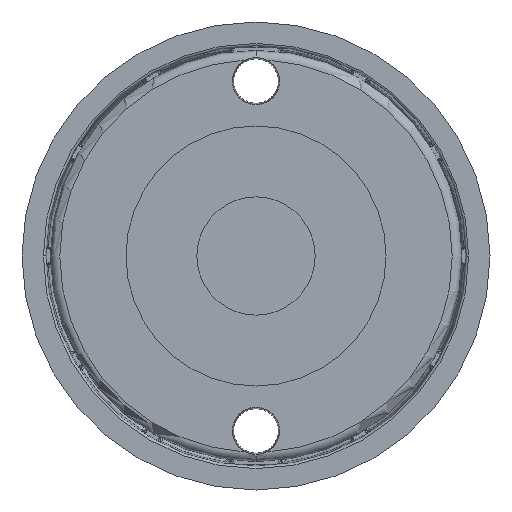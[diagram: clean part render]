
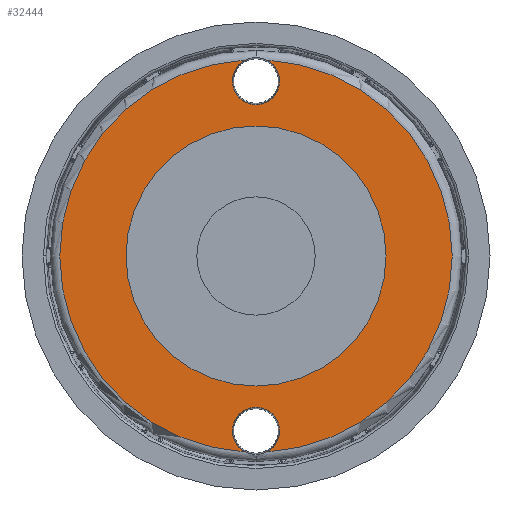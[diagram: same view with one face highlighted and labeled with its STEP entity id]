
A CAD part, front view. The second image highlights one B-rep face of the part: STEP entity #32444.
In plain terms, the highlighted planar face has unit normal (0, -1, 0).
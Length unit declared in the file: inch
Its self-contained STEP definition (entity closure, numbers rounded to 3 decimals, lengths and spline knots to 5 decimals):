
#184 = CARTESIAN_POINT ( 'NONE',  ( -0.09084, -0.07874, -1.63133 ) ) ;
#387 = EDGE_LOOP ( 'NONE', ( #35531, #8605 ) ) ;
#1188 = EDGE_CURVE ( 'NONE', #1501, #43700, #24666, .T. ) ;
#1501 = VERTEX_POINT ( 'NONE', #28088 ) ;
#2182 = VERTEX_POINT ( 'NONE', #17588 ) ;
#3325 = AXIS2_PLACEMENT_3D ( 'NONE', #16689, #16678, #16576 ) ;
#3992 = EDGE_CURVE ( 'NONE', #10959, #27485, #22444, .T. ) ;
#4368 = EDGE_CURVE ( 'NONE', #43700, #1501, #30999, .T. ) ;
#4381 = EDGE_CURVE ( 'NONE', #39011, #27485, #31172, .T. ) ;
#4448 = EDGE_CURVE ( 'NONE', #10959, #36459, #31402, .T. ) ;
#4522 = EDGE_CURVE ( 'NONE', #2182, #46483, #32162, .T. ) ;
#4534 = AXIS2_PLACEMENT_3D ( 'NONE', #34258, #34200, #34150 ) ;
#4701 = ORIENTED_EDGE ( 'NONE', *, *, #3992, .F. ) ;
#4839 = AXIS2_PLACEMENT_3D ( 'NONE', #34432, #34419, #34359 ) ;
#5546 = EDGE_CURVE ( 'NONE', #36459, #2182, #39483, .T. ) ;
#5928 = AXIS2_PLACEMENT_3D ( 'NONE', #43915, #43858, #43757 ) ;
#6292 = DIRECTION ( 'NONE',  ( 0., 0., 1. ) ) ;
#7722 = CARTESIAN_POINT ( 'NONE',  ( 0., -0.07874, 1.08268 ) ) ;
#8144 = EDGE_LOOP ( 'NONE', ( #19166, #44284, #4701, #20188, #39924, #44245 ) ) ;
#8605 = ORIENTED_EDGE ( 'NONE', *, *, #4368, .T. ) ;
#8946 = CIRCLE ( 'NONE', #46432, 0.19685 ) ;
#10959 = VERTEX_POINT ( 'NONE', #24627 ) ;
#12558 = AXIS2_PLACEMENT_3D ( 'NONE', #34769, #34760, #34702 ) ;
#14390 = CARTESIAN_POINT ( 'NONE',  ( 1.08268, -0.07874, 0. ) ) ;
#15459 = EDGE_CURVE ( 'NONE', #46483, #39011, #8946, .T. ) ;
#16576 = DIRECTION ( 'NONE',  ( 0., 0., 1. ) ) ;
#16678 = DIRECTION ( 'NONE',  ( 0., 1., 0. ) ) ;
#16689 = CARTESIAN_POINT ( 'NONE',  ( 0., -0.07874, 1.45669 ) ) ;
#17588 = CARTESIAN_POINT ( 'NONE',  ( -0.09084, -0.07874, 1.63133 ) ) ;
#18390 = DIRECTION ( 'NONE',  ( 0., 0., -1. ) ) ;
#19166 = ORIENTED_EDGE ( 'NONE', *, *, #15459, .T. ) ;
#20188 = ORIENTED_EDGE ( 'NONE', *, *, #4448, .T. ) ;
#21125 = DIRECTION ( 'NONE',  ( 0., 1., 0. ) ) ;
#21360 = CARTESIAN_POINT ( 'NONE',  ( 0., -0.07874, -1.45669 ) ) ;
#22130 = PLANE ( 'NONE',  #22738 ) ;
#22444 = CIRCLE ( 'NONE', #5928, 1.63386 ) ;
#22590 = AXIS2_PLACEMENT_3D ( 'NONE', #32284, #32277, #32223 ) ;
#22738 = AXIS2_PLACEMENT_3D ( 'NONE', #14390, #41382, #18390 ) ;
#24627 = CARTESIAN_POINT ( 'NONE',  ( 0.09084, -0.07874, 1.63133 ) ) ;
#24666 = CIRCLE ( 'NONE', #4534, 1.08268 ) ;
#27485 = VERTEX_POINT ( 'NONE', #44169 ) ;
#28088 = CARTESIAN_POINT ( 'NONE',  ( 0., -0.07874, -1.08268 ) ) ;
#30525 = CARTESIAN_POINT ( 'NONE',  ( 0., -0.07874, 1.25984 ) ) ;
#30999 = CIRCLE ( 'NONE', #12558, 1.08268 ) ;
#31172 = CIRCLE ( 'NONE', #4839, 0.19685 ) ;
#31397 = DIRECTION ( 'NONE',  ( 0., 0., -1. ) ) ;
#31402 = CIRCLE ( 'NONE', #22590, 0.19685 ) ;
#31450 = DIRECTION ( 'NONE',  ( 0., -1., 0. ) ) ;
#31456 = CARTESIAN_POINT ( 'NONE',  ( 0., -0.07874, 0. ) ) ;
#32162 = CIRCLE ( 'NONE', #41953, 1.63386 ) ;
#32223 = DIRECTION ( 'NONE',  ( 0., 0., 1. ) ) ;
#32277 = DIRECTION ( 'NONE',  ( 0., 1., 0. ) ) ;
#32284 = CARTESIAN_POINT ( 'NONE',  ( 0., -0.07874, 1.45669 ) ) ;
#32444 = ADVANCED_FACE ( 'NONE', ( #40544, #42719 ), #22130, .T. ) ;
#34150 = DIRECTION ( 'NONE',  ( 0., 0., -1. ) ) ;
#34200 = DIRECTION ( 'NONE',  ( 0., 1., 0. ) ) ;
#34258 = CARTESIAN_POINT ( 'NONE',  ( 0., -0.07874, 0. ) ) ;
#34359 = DIRECTION ( 'NONE',  ( 0., 0., 1. ) ) ;
#34419 = DIRECTION ( 'NONE',  ( 0., 1., 0. ) ) ;
#34432 = CARTESIAN_POINT ( 'NONE',  ( 0., -0.07874, -1.45669 ) ) ;
#34702 = DIRECTION ( 'NONE',  ( 0., 0., -1. ) ) ;
#34760 = DIRECTION ( 'NONE',  ( 0., 1., 0. ) ) ;
#34769 = CARTESIAN_POINT ( 'NONE',  ( 0., -0.07874, 0. ) ) ;
#35531 = ORIENTED_EDGE ( 'NONE', *, *, #1188, .T. ) ;
#36459 = VERTEX_POINT ( 'NONE', #30525 ) ;
#39011 = VERTEX_POINT ( 'NONE', #49016 ) ;
#39483 = CIRCLE ( 'NONE', #3325, 0.19685 ) ;
#39924 = ORIENTED_EDGE ( 'NONE', *, *, #5546, .T. ) ;
#40544 = FACE_OUTER_BOUND ( 'NONE', #8144, .T. ) ;
#41382 = DIRECTION ( 'NONE',  ( 0., -1., 0. ) ) ;
#41953 = AXIS2_PLACEMENT_3D ( 'NONE', #31456, #31450, #31397 ) ;
#42719 = FACE_BOUND ( 'NONE', #387, .T. ) ;
#43700 = VERTEX_POINT ( 'NONE', #7722 ) ;
#43757 = DIRECTION ( 'NONE',  ( 0., 0., -1. ) ) ;
#43858 = DIRECTION ( 'NONE',  ( 0., 1., 0. ) ) ;
#43915 = CARTESIAN_POINT ( 'NONE',  ( 0., -0.07874, 0. ) ) ;
#44169 = CARTESIAN_POINT ( 'NONE',  ( 0.09084, -0.07874, -1.63133 ) ) ;
#44245 = ORIENTED_EDGE ( 'NONE', *, *, #4522, .T. ) ;
#44284 = ORIENTED_EDGE ( 'NONE', *, *, #4381, .T. ) ;
#46432 = AXIS2_PLACEMENT_3D ( 'NONE', #21360, #21125, #6292 ) ;
#46483 = VERTEX_POINT ( 'NONE', #184 ) ;
#49016 = CARTESIAN_POINT ( 'NONE',  ( 0., -0.07874, -1.25984 ) ) ;
